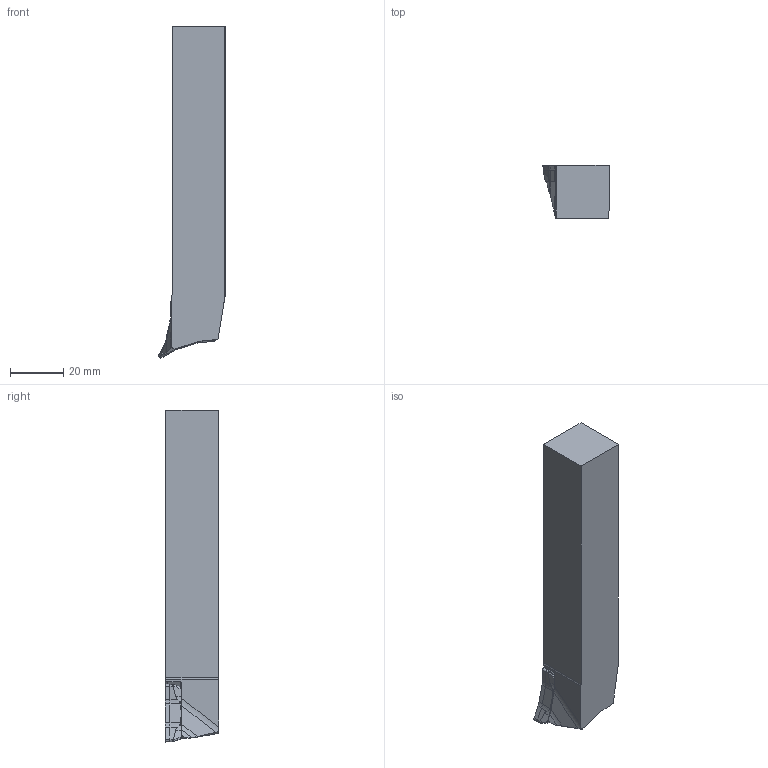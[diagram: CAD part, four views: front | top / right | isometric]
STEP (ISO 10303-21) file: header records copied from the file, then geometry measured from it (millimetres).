
FILE_DESCRIPTION(/* description */ (''),/* implementation_level */ '2;1');
FILE_NAME(/* name */ 'ASSY.STP',/* time_stamp */ '2022-08-16T15:37:31+02:00',/* author */ (''),/* organization */ ('SMS'),/* preprocessor_version */ 'ST-DEVELOPER v16.7',/* originating_system */ 'SIEMENS PLM Software NX 12.0',/* authorisation */ '');
FILE_SCHEMA (('AUTOMOTIVE_DESIGN { 1 0 10303 214 3 1 1 1 }'));
Length unit declared in the file: millimetre
Products named in the file (4): ASSEMBLY_CONSTRUCTION; NOCUT; CUT; ASSY
Assembly tree (3 placements, depth 2):
  ASSY
    CUT
    NOCUT
    ASSEMBLY_CONSTRUCTION
Bounding box: 25 x 20 x 125 mm (x, y, z)
Volume: 46951.8 mm3; surface area: 10920 mm2
Topology: 2 solids, 2 shells, 94 faces, 261 edges, 177 vertices
Faces by surface type: plane 39, cylinder 19, bspline 18, revolution 9, cone 9
Entity records: 3910 total; most frequent: CARTESIAN_POINT 1536, ORIENTED_EDGE 520, DIRECTION 373, EDGE_CURVE 260, VERTEX_POINT 170, LINE 132, VECTOR 132, AXIS2_PLACEMENT_3D 116
